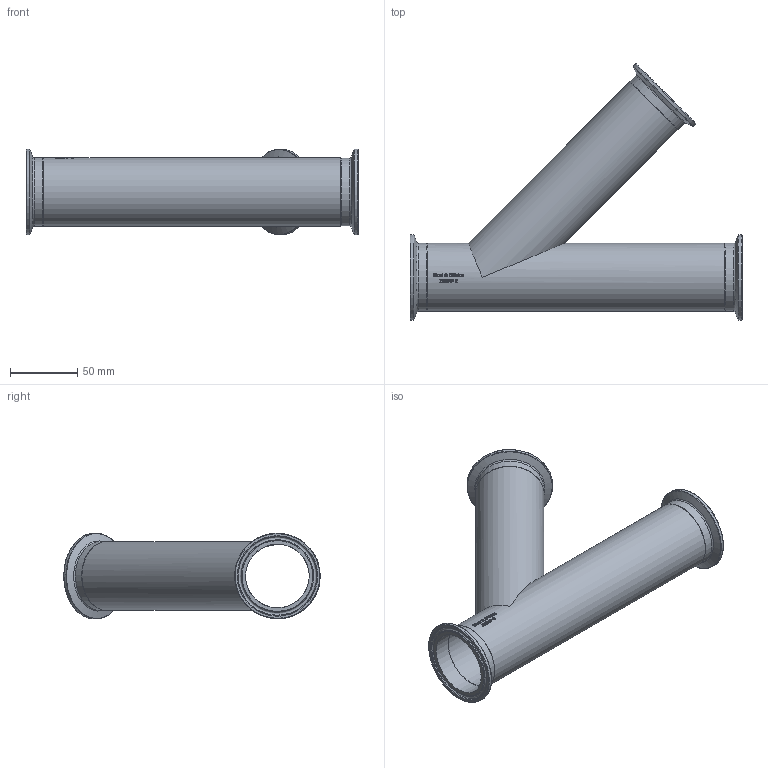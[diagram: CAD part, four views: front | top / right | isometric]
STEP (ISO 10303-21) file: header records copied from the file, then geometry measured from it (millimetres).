
FILE_DESCRIPTION(/* description */ (''),/* implementation_level */ '2;1');
FILE_NAME(/* name */ '28AMP-2.stp',/* time_stamp */ '2021-05-17T14:35:44-04:00',/* author */ ('rick'),/* organization */ (''),/* preprocessor_version */ 'ST-DEVELOPER v18',/* originating_system */ 'Autodesk Inventor 2020',/* authorisation */ '');
FILE_SCHEMA (('AUTOMOTIVE_DESIGN { 1 0 10303 214 3 1 1 }'));
Length unit declared in the file: inch
Products named in the file (1): 28AMP-2
Bounding box: 247.65 x 191.31 x 63.9 mm (x, y, z)
Volume: 113555.6 mm3; surface area: 130711.5 mm2
Topology: 1 solids, 1 shells, 389 faces, 1093 edges, 749 vertices
Faces by surface type: bspline 168, plane 142, cylinder 46, torus 24, cone 9
Full cylindrical faces by diameter (mm): 47.498 x5, 50.8 x5, 63.906 x3
Entity records: 16729 total; most frequent: CARTESIAN_POINT 7331, ORIENTED_EDGE 2186, DIRECTION 1514, EDGE_CURVE 1093, VERTEX_POINT 749, AXIS2_PLACEMENT_3D 535, LINE 444, VECTOR 444
